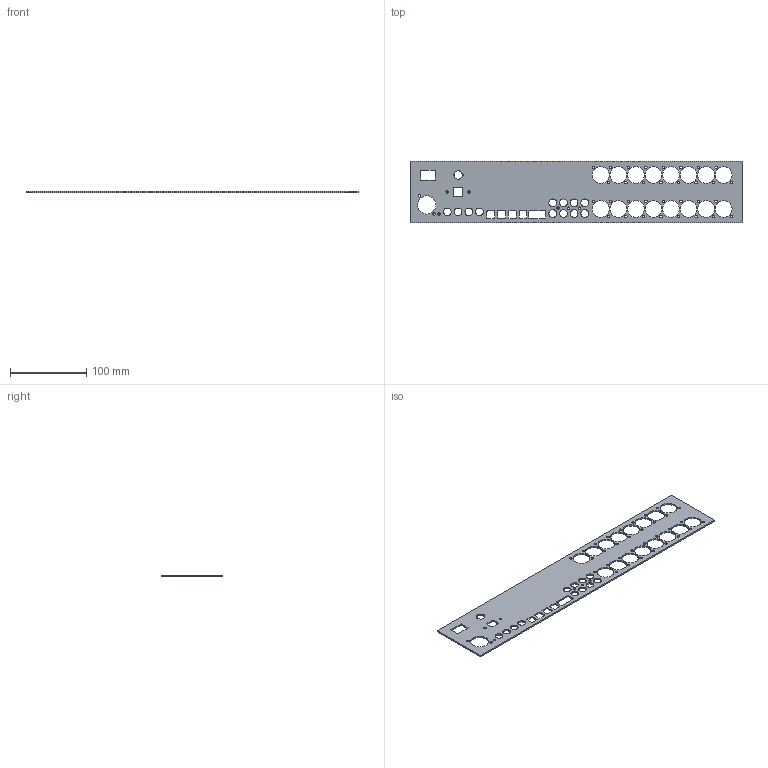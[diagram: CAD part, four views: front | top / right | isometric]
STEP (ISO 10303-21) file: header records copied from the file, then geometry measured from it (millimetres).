
FILE_DESCRIPTION(('STEP AP214'),'1');
FILE_NAME('3D Panel-B.stp','2019-11-22T10:15:01',(' '),(' '),'Spatial InterOp 3D',' ',' ');
FILE_SCHEMA(('AUTOMOTIVE_DESIGN { 1 0 10303 214 1 1 1 1 }'));
Length unit declared in the file: metre
Products named in the file (1): 1574089546
Bounding box: 435 x 80 x 2 mm (x, y, z)
Volume: 51665.8 mm3; surface area: 58404.4 mm2
Topology: 1 solids, 1 shells, 143 faces, 492 edges, 351 vertices
Faces by surface type: cylinder 99, plane 44
Full cylindrical faces by diameter (mm): 3.2 x38, 3.5 x2, 10 x4, 10.2 x8, 22 x16, 23.9 x1
Entity records: 5999 total; most frequent: DIRECTION 840, CARTESIAN_POINT 780, ORIENTED_EDGE 708, EDGE_LOOP 366, EDGE_CURVE 354, AXIS2_PLACEMENT_3D 342, VERTEX_POINT 282, FACE_OUTER_BOUND 212
